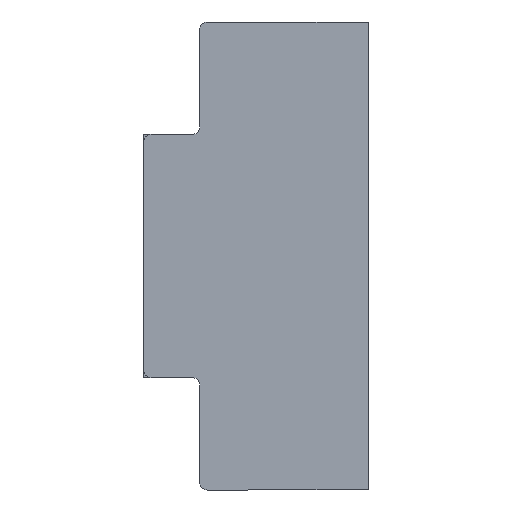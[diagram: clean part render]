
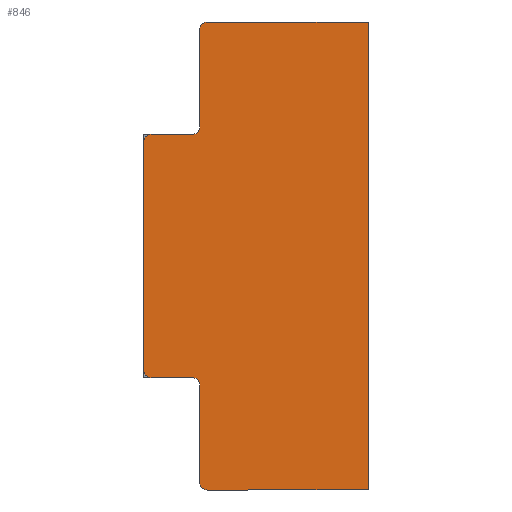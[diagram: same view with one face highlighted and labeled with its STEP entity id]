
A CAD part, left-side view. The second image highlights one B-rep face of the part: STEP entity #846.
In plain terms, the highlighted planar face has unit normal (-1, 0, 0).
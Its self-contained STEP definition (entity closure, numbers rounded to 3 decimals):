
#22 = LINE ( 'NONE', #1379, #2367 ) ;
#41 = CARTESIAN_POINT ( 'NONE',  ( -165., 45., 0. ) ) ;
#58 = DIRECTION ( 'NONE',  ( -1., 0., 0. ) ) ;
#70 = AXIS2_PLACEMENT_3D ( 'NONE', #717, #58, #1148 ) ;
#128 = DIRECTION ( 'NONE',  ( 1., 0., 0. ) ) ;
#163 = VECTOR ( 'NONE', #641, 1000. ) ;
#185 = CARTESIAN_POINT ( 'NONE',  ( -165., 0., 62.5 ) ) ;
#207 = EDGE_CURVE ( 'NONE', #2723, #2145, #1834, .T. ) ;
#211 = EDGE_CURVE ( 'NONE', #1437, #422, #235, .T. ) ;
#219 = DIRECTION ( 'NONE',  ( 0., 0., -1. ) ) ;
#235 = LINE ( 'NONE', #2722, #1392 ) ;
#285 = CARTESIAN_POINT ( 'NONE',  ( -165., 43., 60.5 ) ) ;
#343 = DIRECTION ( 'NONE',  ( 0., 0., 1. ) ) ;
#370 = CARTESIAN_POINT ( 'NONE',  ( -165., 43., -60.5 ) ) ;
#422 = VERTEX_POINT ( 'NONE', #2219 ) ;
#430 = EDGE_CURVE ( 'NONE', #803, #1285, #2675, .T. ) ;
#452 = AXIS2_PLACEMENT_3D ( 'NONE', #2369, #128, #343 ) ;
#459 = EDGE_CURVE ( 'NONE', #2427, #1977, #2688, .T. ) ;
#536 = VERTEX_POINT ( 'NONE', #926 ) ;
#547 = CARTESIAN_POINT ( 'NONE',  ( -165., 47., 32.5 ) ) ;
#592 = ORIENTED_EDGE ( 'NONE', *, *, #2352, .T. ) ;
#615 = EDGE_CURVE ( 'NONE', #2709, #2018, #2289, .T. ) ;
#625 = DIRECTION ( 'NONE',  ( 0., 0., 1. ) ) ;
#629 = CIRCLE ( 'NONE', #1015, 2. ) ;
#641 = DIRECTION ( 'NONE',  ( 0., -1., 0. ) ) ;
#668 = EDGE_CURVE ( 'NONE', #2018, #2248, #2323, .T. ) ;
#691 = CIRCLE ( 'NONE', #70, 2. ) ;
#711 = ORIENTED_EDGE ( 'NONE', *, *, #950, .T. ) ;
#713 = ORIENTED_EDGE ( 'NONE', *, *, #2137, .F. ) ;
#717 = CARTESIAN_POINT ( 'NONE',  ( -165., 58., -30.5 ) ) ;
#718 = EDGE_LOOP ( 'NONE', ( #1910, #1922, #592, #713, #2770, #2463, #968, #1011, #1495, #1167, #2657, #2120, #2330, #711 ) ) ;
#803 = VERTEX_POINT ( 'NONE', #1034 ) ;
#832 = CARTESIAN_POINT ( 'NONE',  ( -165., 45., 34.5 ) ) ;
#840 = DIRECTION ( 'NONE',  ( -1., 0., 0. ) ) ;
#846 = ADVANCED_FACE ( 'NONE', ( #1751 ), #2897, .T. ) ;
#853 = DIRECTION ( 'NONE',  ( 0., 0., -1. ) ) ;
#909 = DIRECTION ( 'NONE',  ( 0., 1., 0. ) ) ;
#926 = CARTESIAN_POINT ( 'NONE',  ( -165., 60., -30.5 ) ) ;
#947 = DIRECTION ( 'NONE',  ( 0., 0., 1. ) ) ;
#950 = EDGE_CURVE ( 'NONE', #422, #2723, #629, .T. ) ;
#956 = DIRECTION ( 'NONE',  ( 0., 0., 1. ) ) ;
#959 = CARTESIAN_POINT ( 'NONE',  ( -165., 58., 30.5 ) ) ;
#968 = ORIENTED_EDGE ( 'NONE', *, *, #430, .T. ) ;
#978 = DIRECTION ( 'NONE',  ( 0., 0., -1. ) ) ;
#1011 = ORIENTED_EDGE ( 'NONE', *, *, #1675, .T. ) ;
#1015 = AXIS2_PLACEMENT_3D ( 'NONE', #1617, #2696, #956 ) ;
#1034 = CARTESIAN_POINT ( 'NONE',  ( -165., 45., 60.5 ) ) ;
#1102 = VECTOR ( 'NONE', #2497, 1000. ) ;
#1148 = DIRECTION ( 'NONE',  ( 0., 0., 1. ) ) ;
#1160 = CARTESIAN_POINT ( 'NONE',  ( -165., 58., 32.5 ) ) ;
#1163 = DIRECTION ( 'NONE',  ( -1., 0., 0. ) ) ;
#1167 = ORIENTED_EDGE ( 'NONE', *, *, #668, .T. ) ;
#1169 = DIRECTION ( 'NONE',  ( -1., 0., 0. ) ) ;
#1282 = VERTEX_POINT ( 'NONE', #2790 ) ;
#1285 = VERTEX_POINT ( 'NONE', #832 ) ;
#1307 = CARTESIAN_POINT ( 'NONE',  ( -165., 45., -34.5 ) ) ;
#1379 = CARTESIAN_POINT ( 'NONE',  ( -165., 60., 0. ) ) ;
#1392 = VECTOR ( 'NONE', #1847, 1000. ) ;
#1437 = VERTEX_POINT ( 'NONE', #2478 ) ;
#1495 = ORIENTED_EDGE ( 'NONE', *, *, #615, .T. ) ;
#1549 = DIRECTION ( 'NONE',  ( 0., 0., -1. ) ) ;
#1578 = AXIS2_PLACEMENT_3D ( 'NONE', #2216, #840, #853 ) ;
#1589 = CARTESIAN_POINT ( 'NONE',  ( -165., 43., -62.5 ) ) ;
#1599 = EDGE_CURVE ( 'NONE', #536, #1437, #691, .T. ) ;
#1617 = CARTESIAN_POINT ( 'NONE',  ( -165., 47., -34.5 ) ) ;
#1675 = EDGE_CURVE ( 'NONE', #1285, #2709, #2288, .T. ) ;
#1676 = AXIS2_PLACEMENT_3D ( 'NONE', #959, #1163, #2059 ) ;
#1739 = AXIS2_PLACEMENT_3D ( 'NONE', #285, #1169, #947 ) ;
#1751 = FACE_OUTER_BOUND ( 'NONE', #718, .T. ) ;
#1753 = DIRECTION ( 'NONE',  ( -1., 0., 0. ) ) ;
#1768 = VECTOR ( 'NONE', #2448, 1000. ) ;
#1775 = AXIS2_PLACEMENT_3D ( 'NONE', #370, #1753, #625 ) ;
#1834 = LINE ( 'NONE', #41, #1102 ) ;
#1846 = CARTESIAN_POINT ( 'NONE',  ( -165., 45., -60.5 ) ) ;
#1847 = DIRECTION ( 'NONE',  ( 0., -1., 0. ) ) ;
#1892 = CARTESIAN_POINT ( 'NONE',  ( -165., 60., 30.5 ) ) ;
#1910 = ORIENTED_EDGE ( 'NONE', *, *, #207, .T. ) ;
#1922 = ORIENTED_EDGE ( 'NONE', *, *, #2721, .T. ) ;
#1977 = VERTEX_POINT ( 'NONE', #2882 ) ;
#2013 = CARTESIAN_POINT ( 'NONE',  ( -165., 0., -62.5 ) ) ;
#2018 = VERTEX_POINT ( 'NONE', #1160 ) ;
#2059 = DIRECTION ( 'NONE',  ( 0., 0., 1. ) ) ;
#2092 = CARTESIAN_POINT ( 'NONE',  ( -165., 0., 32.5 ) ) ;
#2119 = EDGE_CURVE ( 'NONE', #1977, #803, #2490, .T. ) ;
#2120 = ORIENTED_EDGE ( 'NONE', *, *, #1599, .T. ) ;
#2137 = EDGE_CURVE ( 'NONE', #2427, #1282, #2247, .T. ) ;
#2145 = VERTEX_POINT ( 'NONE', #1846 ) ;
#2192 = CARTESIAN_POINT ( 'NONE',  ( -165., 45., 0. ) ) ;
#2199 = VECTOR ( 'NONE', #219, 1000. ) ;
#2216 = CARTESIAN_POINT ( 'NONE',  ( -165., 0., 0. ) ) ;
#2219 = CARTESIAN_POINT ( 'NONE',  ( -165., 47., -32.5 ) ) ;
#2247 = LINE ( 'NONE', #2259, #2199 ) ;
#2248 = VERTEX_POINT ( 'NONE', #1892 ) ;
#2259 = CARTESIAN_POINT ( 'NONE',  ( -165., 0., 0. ) ) ;
#2288 = CIRCLE ( 'NONE', #452, 2. ) ;
#2289 = LINE ( 'NONE', #2092, #2812 ) ;
#2323 = CIRCLE ( 'NONE', #1676, 2. ) ;
#2330 = ORIENTED_EDGE ( 'NONE', *, *, #211, .T. ) ;
#2352 = EDGE_CURVE ( 'NONE', #2803, #1282, #2373, .T. ) ;
#2367 = VECTOR ( 'NONE', #978, 1000. ) ;
#2369 = CARTESIAN_POINT ( 'NONE',  ( -165., 47., 34.5 ) ) ;
#2373 = LINE ( 'NONE', #2013, #163 ) ;
#2427 = VERTEX_POINT ( 'NONE', #2600 ) ;
#2448 = DIRECTION ( 'NONE',  ( 0., 1., 0. ) ) ;
#2463 = ORIENTED_EDGE ( 'NONE', *, *, #2119, .T. ) ;
#2478 = CARTESIAN_POINT ( 'NONE',  ( -165., 58., -32.5 ) ) ;
#2490 = CIRCLE ( 'NONE', #1739, 2. ) ;
#2497 = DIRECTION ( 'NONE',  ( 0., 0., -1. ) ) ;
#2587 = CIRCLE ( 'NONE', #1775, 2. ) ;
#2600 = CARTESIAN_POINT ( 'NONE',  ( -165., 0., 62.5 ) ) ;
#2625 = VECTOR ( 'NONE', #1549, 1000. ) ;
#2657 = ORIENTED_EDGE ( 'NONE', *, *, #2849, .T. ) ;
#2675 = LINE ( 'NONE', #2192, #2625 ) ;
#2688 = LINE ( 'NONE', #185, #1768 ) ;
#2696 = DIRECTION ( 'NONE',  ( 1., 0., 0. ) ) ;
#2709 = VERTEX_POINT ( 'NONE', #547 ) ;
#2721 = EDGE_CURVE ( 'NONE', #2145, #2803, #2587, .T. ) ;
#2722 = CARTESIAN_POINT ( 'NONE',  ( -165., 0., -32.5 ) ) ;
#2723 = VERTEX_POINT ( 'NONE', #1307 ) ;
#2770 = ORIENTED_EDGE ( 'NONE', *, *, #459, .T. ) ;
#2790 = CARTESIAN_POINT ( 'NONE',  ( -165., 0., -62.5 ) ) ;
#2803 = VERTEX_POINT ( 'NONE', #1589 ) ;
#2812 = VECTOR ( 'NONE', #909, 1000. ) ;
#2849 = EDGE_CURVE ( 'NONE', #2248, #536, #22, .T. ) ;
#2882 = CARTESIAN_POINT ( 'NONE',  ( -165., 43., 62.5 ) ) ;
#2897 = PLANE ( 'NONE',  #1578 ) ;
